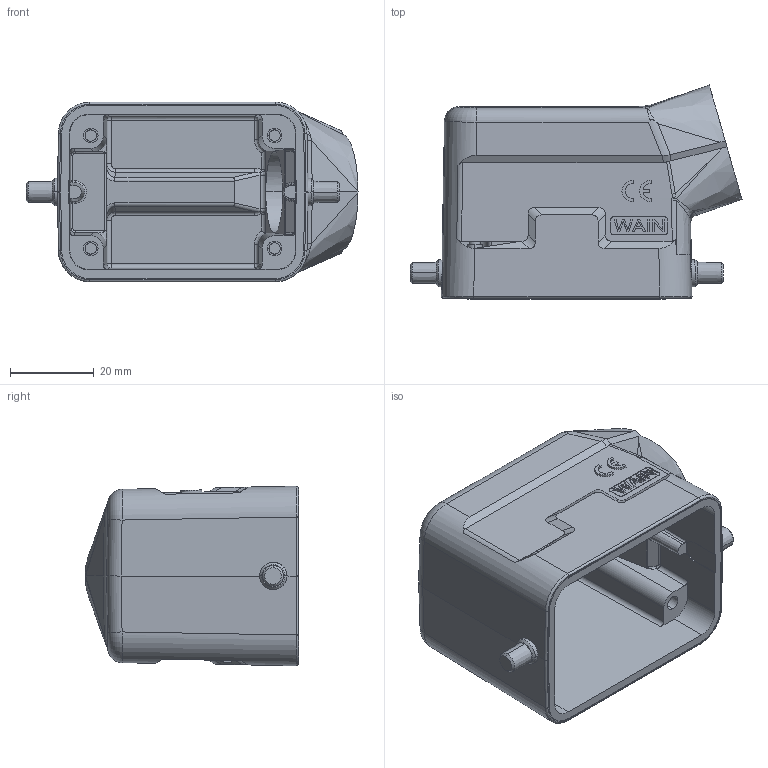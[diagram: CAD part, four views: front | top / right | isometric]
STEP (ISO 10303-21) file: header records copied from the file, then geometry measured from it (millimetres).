
FILE_DESCRIPTION((''),'2;1');
FILE_NAME('3D_1112065101003_EMC_W6B-SE-2B-','2024-01-20T',('p.yu'),(''),'PRO/ENGINEER BY PARAMETRIC TECHNOLOGY CORPORATION, 2012480','PRO/ENGINEER BY PARAMETRIC TECHNOLOGY CORPORATION, 2012480','');
FILE_SCHEMA(('CONFIG_CONTROL_DESIGN'));
Length unit declared in the file: millimetre
Products named in the file (1): 3D_1112065101003_EMC_W6B-SE-2B-
Bounding box: 79.46 x 51.18 x 42.98 mm (x, y, z)
Volume: 40339 mm3; surface area: 22503.9 mm2
Topology: 1 solids, 1 shells, 426 faces, 1112 edges, 704 vertices
Faces by surface type: plane 190, cylinder 121, bspline 52, cone 26, extrusion 20, sphere 10, torus 7
Entity records: 16372 total; most frequent: CARTESIAN_POINT 6586, ORIENTED_EDGE 2204, DIRECTION 1721, EDGE_CURVE 1102, VERTEX_POINT 704, VECTOR 629, LINE 609, AXIS2_PLACEMENT_3D 546
